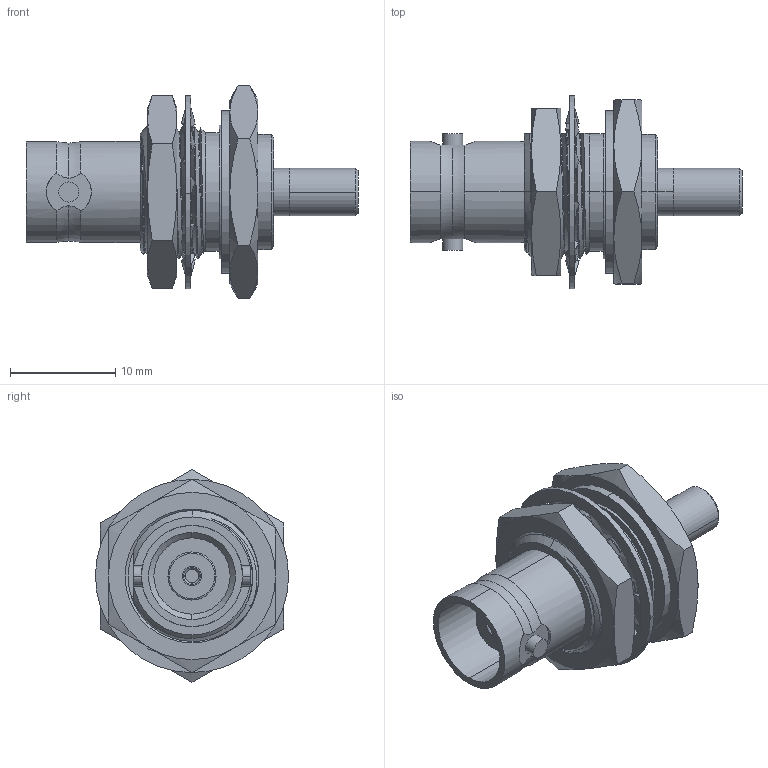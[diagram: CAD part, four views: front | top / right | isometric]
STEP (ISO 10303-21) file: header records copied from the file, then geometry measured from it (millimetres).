
FILE_DESCRIPTION (( 'STEP AP214' ), '1' );
FILE_NAME ('PE4209_3D.STEP', '2022-06-29T21:45:16', ( '' ), ( '' ), 'SwSTEP 2.0', 'SolidWorks 2021', '' );
FILE_SCHEMA (( 'AUTOMOTIVE_DESIGN' ));
Length unit declared in the file: millimetre
Products named in the file (5): PE4209_Body; PE4209_3D; PE4209_LockWasher; PE4209_RubberWasher; PE4209_HexNut
Assembly tree (4 placements, depth 2):
  PE4209_3D
    PE4209_Body
    PE4209_RubberWasher
    PE4209_LockWasher
    PE4209_HexNut
Bounding box: 31.52 x 18.34 x 20.16 mm (x, y, z)
Volume: 157.4 mm3; surface area: 3359.8 mm2
Topology: 2 solids, 7 shells, 259 faces, 704 edges, 466 vertices
Faces by surface type: cylinder 78, bspline 70, plane 64, cone 41, torus 6
Entity records: 17194 total; most frequent: CARTESIAN_POINT 11069, ORIENTED_EDGE 1402, DIRECTION 1028, EDGE_CURVE 704, VERTEX_POINT 467, AXIS2_PLACEMENT_3D 384, EDGE_LOOP 278, VECTOR 260
